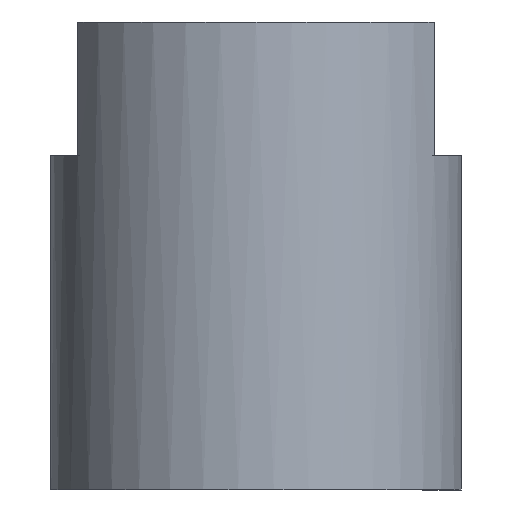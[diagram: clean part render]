
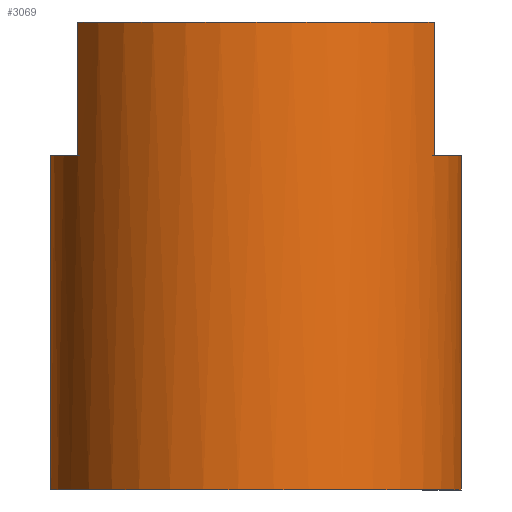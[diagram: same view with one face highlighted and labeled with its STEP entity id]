
A CAD part, left-side view. The second image highlights one B-rep face of the part: STEP entity #3069.
In plain terms, the highlighted cylindrical face has radius 20 mm (diameter 40 mm), a partial arc.
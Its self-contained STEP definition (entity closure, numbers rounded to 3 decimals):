
#57 = AXIS2_PLACEMENT_3D ( 'NONE', #170, #169, #168 ) ;
#66 = CIRCLE ( 'NONE', #57, 20. ) ;
#168 = DIRECTION ( 'NONE',  ( 0., 1., 0. ) ) ;
#169 = DIRECTION ( 'NONE',  ( 0., 0., 1. ) ) ;
#170 = CARTESIAN_POINT ( 'NONE',  ( 0., 0., 1.1 ) ) ;
#245 = VECTOR ( 'NONE', #4648, 1000. ) ;
#246 = CIRCLE ( 'NONE', #247, 20. ) ;
#247 = AXIS2_PLACEMENT_3D ( 'NONE', #4664, #4665, #4666 ) ;
#277 = DIRECTION ( 'NONE',  ( 0., 0., 1. ) ) ;
#279 = CARTESIAN_POINT ( 'NONE',  ( 17.861, 9., 1.1 ) ) ;
#303 = ORIENTED_EDGE ( 'NONE', *, *, #2795, .F. ) ;
#367 = ORIENTED_EDGE ( 'NONE', *, *, #2794, .T. ) ;
#371 = ORIENTED_EDGE ( 'NONE', *, *, #681, .F. ) ;
#372 = ORIENTED_EDGE ( 'NONE', *, *, #814, .T. ) ;
#441 = VECTOR ( 'NONE', #277, 1000. ) ;
#449 = AXIS2_PLACEMENT_3D ( 'NONE', #4656, #4657, #4658 ) ;
#462 = VECTOR ( 'NONE', #4721, 1000. ) ;
#466 = VECTOR ( 'NONE', #4716, 1000. ) ;
#681 = EDGE_CURVE ( 'NONE', #3659, #2570, #3350, .T. ) ;
#737 = AXIS2_PLACEMENT_3D ( 'NONE', #1478, #1503, #1504 ) ;
#814 = EDGE_CURVE ( 'NONE', #3659, #3753, #66, .T. ) ;
#1478 = CARTESIAN_POINT ( 'NONE',  ( 0., 0., 44.1 ) ) ;
#1492 = CYLINDRICAL_SURFACE ( 'NONE', #737, 20. ) ;
#1493 = FACE_OUTER_BOUND ( 'NONE', #3721, .T. ) ;
#1503 = DIRECTION ( 'NONE',  ( 0., 0., 1. ) ) ;
#1504 = DIRECTION ( 'NONE',  ( 1., 0., 0. ) ) ;
#1831 = CARTESIAN_POINT ( 'NONE',  ( -10., 17.321, 46.6 ) ) ;
#1845 = CARTESIAN_POINT ( 'NONE',  ( 17.861, 9., 1.1 ) ) ;
#1881 = CARTESIAN_POINT ( 'NONE',  ( 17.861, -9., 1.1 ) ) ;
#1902 = CARTESIAN_POINT ( 'NONE',  ( 17.861, -9., 33.6 ) ) ;
#1966 = CARTESIAN_POINT ( 'NONE',  ( -10., -17.321, 33.6 ) ) ;
#1992 = CARTESIAN_POINT ( 'NONE',  ( -10., 17.321, 33.6 ) ) ;
#1995 = CARTESIAN_POINT ( 'NONE',  ( -10., -17.321, 46.6 ) ) ;
#2057 = CARTESIAN_POINT ( 'NONE',  ( 17.861, 9., 33.6 ) ) ;
#2570 = VERTEX_POINT ( 'NONE', #2057 ) ;
#2641 = VERTEX_POINT ( 'NONE', #1966 ) ;
#2684 = VERTEX_POINT ( 'NONE', #1995 ) ;
#2694 = VERTEX_POINT ( 'NONE', #1992 ) ;
#2792 = EDGE_CURVE ( 'NONE', #3768, #3753, #4625, .T. ) ;
#2794 = EDGE_CURVE ( 'NONE', #2684, #3629, #2977, .T. ) ;
#2795 = EDGE_CURVE ( 'NONE', #2641, #3768, #4618, .T. ) ;
#2797 = EDGE_CURVE ( 'NONE', #2570, #2694, #246, .T. ) ;
#2814 = EDGE_CURVE ( 'NONE', #2694, #3629, #4703, .T. ) ;
#2816 = EDGE_CURVE ( 'NONE', #2641, #2684, #4719, .T. ) ;
#2977 = CIRCLE ( 'NONE', #2985, 20. ) ;
#2985 = AXIS2_PLACEMENT_3D ( 'NONE', #4653, #4654, #4655 ) ;
#3069 = ADVANCED_FACE ( 'NONE', ( #1493 ), #1492, .T. ) ;
#3350 = LINE ( 'NONE', #279, #441 ) ;
#3545 = ORIENTED_EDGE ( 'NONE', *, *, #2797, .F. ) ;
#3561 = ORIENTED_EDGE ( 'NONE', *, *, #2816, .T. ) ;
#3629 = VERTEX_POINT ( 'NONE', #1831 ) ;
#3645 = ORIENTED_EDGE ( 'NONE', *, *, #2814, .F. ) ;
#3659 = VERTEX_POINT ( 'NONE', #1845 ) ;
#3721 = EDGE_LOOP ( 'NONE', ( #303, #3561, #367, #3645, #3545, #371, #372, #3734 ) ) ;
#3734 = ORIENTED_EDGE ( 'NONE', *, *, #2792, .F. ) ;
#3753 = VERTEX_POINT ( 'NONE', #1881 ) ;
#3768 = VERTEX_POINT ( 'NONE', #1902 ) ;
#4618 = CIRCLE ( 'NONE', #449, 20. ) ;
#4625 = LINE ( 'NONE', #4647, #245 ) ;
#4647 = CARTESIAN_POINT ( 'NONE',  ( 17.861, -9., 44.1 ) ) ;
#4648 = DIRECTION ( 'NONE',  ( 0., 0., -1. ) ) ;
#4653 = CARTESIAN_POINT ( 'NONE',  ( 0., 0., 46.6 ) ) ;
#4654 = DIRECTION ( 'NONE',  ( 0., 0., -1. ) ) ;
#4655 = DIRECTION ( 'NONE',  ( 1., 0., 0. ) ) ;
#4656 = CARTESIAN_POINT ( 'NONE',  ( 0., 0., 33.6 ) ) ;
#4657 = DIRECTION ( 'NONE',  ( 0., 0., 1. ) ) ;
#4658 = DIRECTION ( 'NONE',  ( 0., 1., 0. ) ) ;
#4664 = CARTESIAN_POINT ( 'NONE',  ( 0., 0., 33.6 ) ) ;
#4665 = DIRECTION ( 'NONE',  ( 0., 0., 1. ) ) ;
#4666 = DIRECTION ( 'NONE',  ( 0., 1., 0. ) ) ;
#4703 = LINE ( 'NONE', #4714, #466 ) ;
#4714 = CARTESIAN_POINT ( 'NONE',  ( -10., 17.321, 44.1 ) ) ;
#4716 = DIRECTION ( 'NONE',  ( 0., 0., 1. ) ) ;
#4719 = LINE ( 'NONE', #4720, #462 ) ;
#4720 = CARTESIAN_POINT ( 'NONE',  ( -10., -17.321, 44.1 ) ) ;
#4721 = DIRECTION ( 'NONE',  ( 0., 0., 1. ) ) ;
